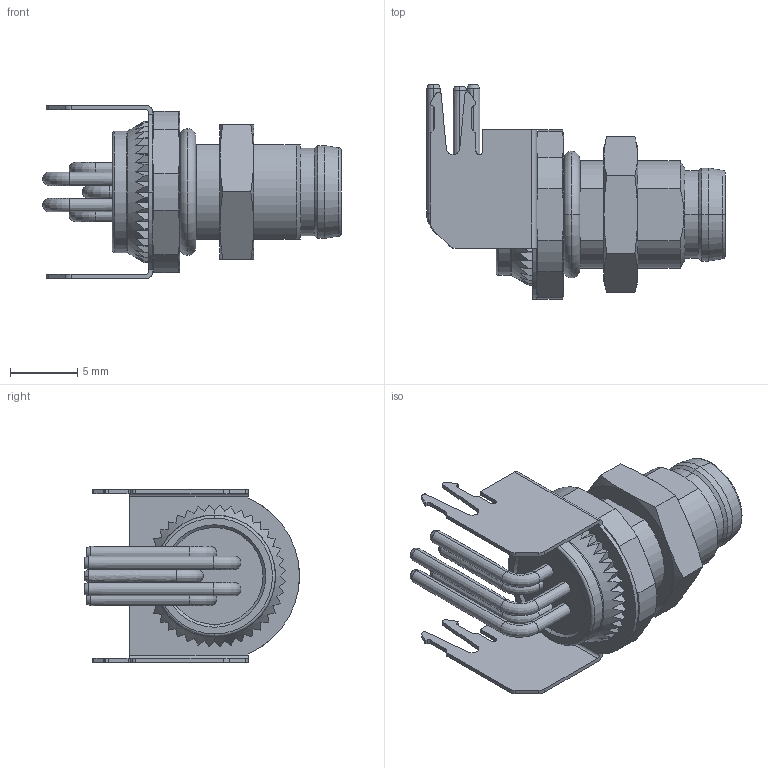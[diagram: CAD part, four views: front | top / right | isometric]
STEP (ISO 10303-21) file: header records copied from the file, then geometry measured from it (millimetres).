
FILE_DESCRIPTION(('STEP AP242'),'1');
FILE_NAME('1424240.stp','2021-09-09T16:06:51',('TraceParts'),('TraceParts S.A.'),'Spatial InterOp 3D',' ',' ');
FILE_SCHEMA(('AP242_MANAGED_MODEL_BASED_3D_ENGINEERING_MIM_LF {1 0 10303 442 1 1 4}'));
Length unit declared in the file: millimetre
Products named in the file (1): 1424240
Bounding box: 22.15 x 15.95 x 12.8 mm (x, y, z)
Volume: 1099.8 mm3; surface area: 1507.3 mm2
Topology: 1 solids, 1 shells, 384 faces, 1024 edges, 640 vertices
Faces by surface type: plane 160, cylinder 116, bspline 42, cone 42, torus 14, sphere 10
Entity records: 21167 total; most frequent: CARTESIAN_POINT 12060, ORIENTED_EDGE 2008, DIRECTION 1811, EDGE_CURVE 1004, AXIS2_PLACEMENT_3D 678, VERTEX_POINT 640, LINE 455, VECTOR 455
